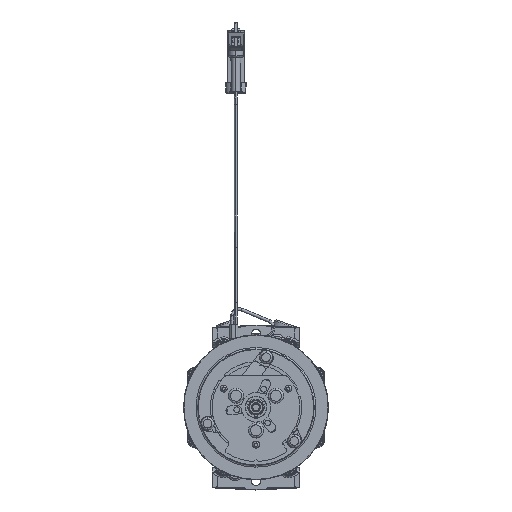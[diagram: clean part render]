
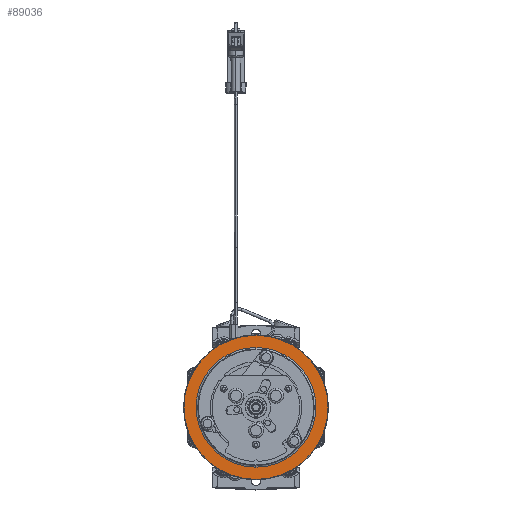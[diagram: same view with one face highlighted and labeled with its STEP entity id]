
A CAD part, top view. The second image highlights one B-rep face of the part: STEP entity #89036.
In plain terms, the highlighted planar face has unit normal (0, 0, 1).
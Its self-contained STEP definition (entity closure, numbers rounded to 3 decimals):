
#88911 = ORIENTED_EDGE ( 'NONE', *, *, #88913, .F. ) ;
#88913 = EDGE_CURVE ( 'NONE', #100563, #100559, #132649, .T. ) ;
#88938 = EDGE_CURVE ( 'NONE', #100619, #100617, #132691, .T. ) ;
#89036 = ADVANCED_FACE ( 'NONE', ( #132748, #132747 ), #132746, .T. ) ;
#89038 = EDGE_LOOP ( 'NONE', ( #89039, #89040 ) ) ;
#89039 = ORIENTED_EDGE ( 'NONE', *, *, #88938, .T. ) ;
#89040 = ORIENTED_EDGE ( 'NONE', *, *, #100826, .T. ) ;
#89041 = EDGE_LOOP ( 'NONE', ( #89042, #88911 ) ) ;
#89042 = ORIENTED_EDGE ( 'NONE', *, *, #100523, .F. ) ;
#100523 = EDGE_CURVE ( 'NONE', #100559, #100563, #162492, .T. ) ;
#100559 = VERTEX_POINT ( 'NONE', #162528 ) ;
#100563 = VERTEX_POINT ( 'NONE', #162527 ) ;
#100617 = VERTEX_POINT ( 'NONE', #162587 ) ;
#100619 = VERTEX_POINT ( 'NONE', #162586 ) ;
#100826 = EDGE_CURVE ( 'NONE', #100617, #100619, #162789, .T. ) ;
#132648 = AXIS2_PLACEMENT_3D ( 'NONE', #132715, #132714, #132713 ) ;
#132649 = CIRCLE ( 'NONE', #132648, 65.6 ) ;
#132687 = DIRECTION ( 'NONE',  ( 0., -1., 0. ) ) ;
#132688 = DIRECTION ( 'NONE',  ( 0., 0., -1. ) ) ;
#132689 = CARTESIAN_POINT ( 'NONE',  ( 1.019, 0., 106.453 ) ) ;
#132690 = AXIS2_PLACEMENT_3D ( 'NONE', #132689, #132688, #132687 ) ;
#132691 = CIRCLE ( 'NONE', #132690, 54.5 ) ;
#132713 = DIRECTION ( 'NONE',  ( 0., -1., 0. ) ) ;
#132714 = DIRECTION ( 'NONE',  ( 0., 0., -1. ) ) ;
#132715 = CARTESIAN_POINT ( 'NONE',  ( 1.019, 0., 106.453 ) ) ;
#132746 = PLANE ( 'NONE',  #132809 ) ;
#132747 = FACE_OUTER_BOUND ( 'NONE', #89041, .T. ) ;
#132748 = FACE_BOUND ( 'NONE', #89038, .T. ) ;
#132753 = CARTESIAN_POINT ( 'NONE',  ( 1.019, -54.5, 106.453 ) ) ;
#132807 = DIRECTION ( 'NONE',  ( 0., 1., 0. ) ) ;
#132808 = DIRECTION ( 'NONE',  ( 0., 0., 1. ) ) ;
#132809 = AXIS2_PLACEMENT_3D ( 'NONE', #132753, #132808, #132807 ) ;
#162488 = DIRECTION ( 'NONE',  ( 0., -1., 0. ) ) ;
#162489 = DIRECTION ( 'NONE',  ( 0., 0., -1. ) ) ;
#162490 = CARTESIAN_POINT ( 'NONE',  ( 1.019, 0., 106.453 ) ) ;
#162491 = AXIS2_PLACEMENT_3D ( 'NONE', #162490, #162489, #162488 ) ;
#162492 = CIRCLE ( 'NONE', #162491, 65.6 ) ;
#162527 = CARTESIAN_POINT ( 'NONE',  ( 1.019, 65.6, 106.453 ) ) ;
#162528 = CARTESIAN_POINT ( 'NONE',  ( 1.019, -65.6, 106.453 ) ) ;
#162586 = CARTESIAN_POINT ( 'NONE',  ( 1.019, -54.5, 106.453 ) ) ;
#162587 = CARTESIAN_POINT ( 'NONE',  ( 1.019, 54.5, 106.453 ) ) ;
#162785 = DIRECTION ( 'NONE',  ( 0., -1., 0. ) ) ;
#162786 = DIRECTION ( 'NONE',  ( 0., 0., -1. ) ) ;
#162787 = CARTESIAN_POINT ( 'NONE',  ( 1.019, 0., 106.453 ) ) ;
#162788 = AXIS2_PLACEMENT_3D ( 'NONE', #162787, #162786, #162785 ) ;
#162789 = CIRCLE ( 'NONE', #162788, 54.5 ) ;
